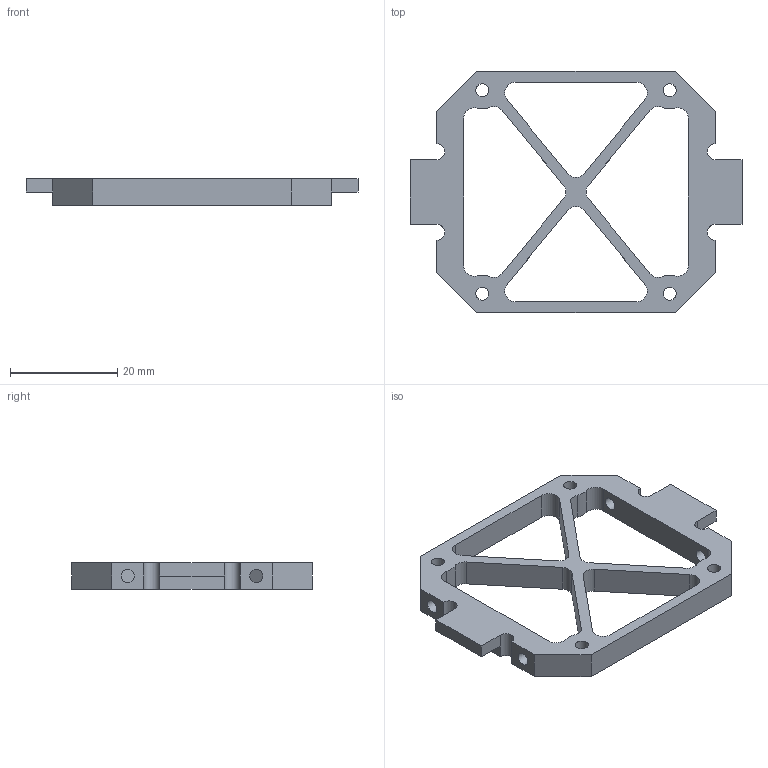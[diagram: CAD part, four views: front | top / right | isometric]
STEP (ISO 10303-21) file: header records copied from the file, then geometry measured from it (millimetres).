
FILE_DESCRIPTION(/* description */ (''),/* implementation_level */ '2;1');
FILE_NAME(/* name */ 'FootBraceFrame.stp',/* time_stamp */ '2024-04-11T15:19:22+09:00',/* author */ ('Masato Kubotera'),/* organization */ (''),/* preprocessor_version */ 'ST-DEVELOPER v20',/* originating_system */ 'Autodesk Inventor 2024',/* authorisation */ '');
FILE_SCHEMA (('AUTOMOTIVE_DESIGN { 1 0 10303 214 3 1 1 }'));
Length unit declared in the file: millimetre
Products named in the file (1): FootBraceFrame
Bounding box: 62 x 45 x 5 mm (x, y, z)
Volume: 4186.3 mm3; surface area: 4614.2 mm2
Topology: 1 solids, 1 shells, 66 faces, 188 edges, 124 vertices
Faces by surface type: plane 34, cylinder 32
Full cylindrical faces by diameter (mm): 2.459 x8
Entity records: 2255 total; most frequent: DIRECTION 386, CARTESIAN_POINT 379, ORIENTED_EDGE 376, EDGE_CURVE 188, AXIS2_PLACEMENT_3D 131, LINE 124, VECTOR 124, VERTEX_POINT 124
